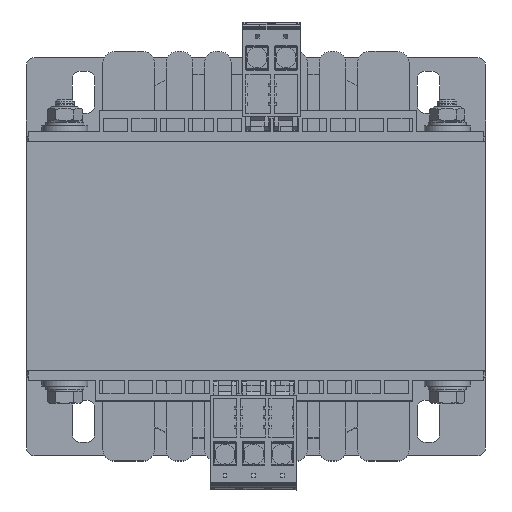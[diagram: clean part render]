
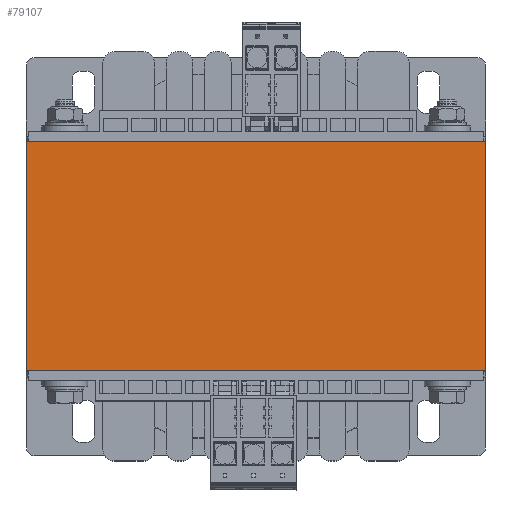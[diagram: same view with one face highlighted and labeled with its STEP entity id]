
A CAD part, top view. The second image highlights one B-rep face of the part: STEP entity #79107.
In plain terms, the highlighted planar face has unit normal (0, 0, 1).
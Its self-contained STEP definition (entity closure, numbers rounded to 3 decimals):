
#2694=FACE_OUTER_BOUND('',#6734,.T.);
#6734=EDGE_LOOP('',(#49291,#49292,#49293,#49294));
#10931=LINE('',#109201,#20729);
#10965=LINE('',#109285,#20763);
#10967=LINE('',#109289,#20765);
#10968=LINE('',#109290,#20766);
#20729=VECTOR('',#88767,1.);
#20763=VECTOR('',#88845,1.);
#20765=VECTOR('',#88849,1.);
#20766=VECTOR('',#88850,1.);
#30526=VERTEX_POINT('',#109197);
#30528=VERTEX_POINT('',#109200);
#30556=VERTEX_POINT('',#109284);
#30557=VERTEX_POINT('',#109288);
#37896=EDGE_CURVE('',#30528,#30526,#10931,.T.);
#37938=EDGE_CURVE('',#30556,#30528,#10965,.T.);
#37940=EDGE_CURVE('',#30557,#30526,#10967,.T.);
#37941=EDGE_CURVE('',#30557,#30556,#10968,.T.);
#49291=ORIENTED_EDGE('',*,*,#37940,.F.);
#49292=ORIENTED_EDGE('',*,*,#37941,.T.);
#49293=ORIENTED_EDGE('',*,*,#37938,.T.);
#49294=ORIENTED_EDGE('',*,*,#37896,.T.);
#71878=PLANE('',#83467);
#79107=ADVANCED_FACE('',(#2694),#71878,.T.);
#83467=AXIS2_PLACEMENT_3D('',#109287,#88847,#88848);
#88767=DIRECTION('',(1.,0.,0.));
#88845=DIRECTION('',(0.,-1.,0.));
#88847=DIRECTION('center_axis',(0.,0.,1.));
#88848=DIRECTION('ref_axis',(0.,-1.,0.));
#88849=DIRECTION('',(0.,-1.,0.));
#88850=DIRECTION('',(-1.,0.,0.));
#109197=CARTESIAN_POINT('',(561.932,-161.485,67.5));
#109200=CARTESIAN_POINT('',(441.932,-161.485,67.5));
#109201=CARTESIAN_POINT('',(561.932,-161.485,67.5));
#109284=CARTESIAN_POINT('',(441.932,-101.485,67.5));
#109285=CARTESIAN_POINT('',(441.932,-101.485,67.5));
#109287=CARTESIAN_POINT('Origin',(441.932,-101.485,67.5));
#109288=CARTESIAN_POINT('',(561.932,-101.485,67.5));
#109289=CARTESIAN_POINT('',(561.932,-101.485,67.5));
#109290=CARTESIAN_POINT('',(561.932,-101.485,67.5));
